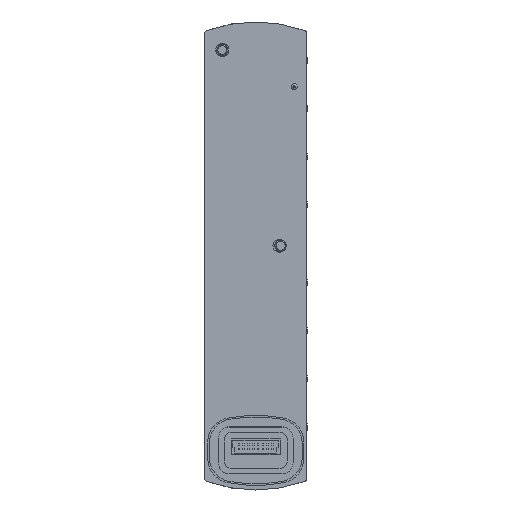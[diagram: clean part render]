
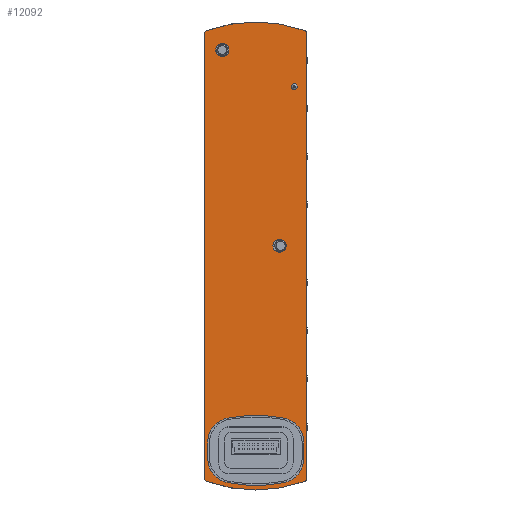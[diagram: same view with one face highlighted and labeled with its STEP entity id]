
A CAD part, front view. The second image highlights one B-rep face of the part: STEP entity #12092.
In plain terms, the highlighted planar face has unit normal (0, -1, 0).
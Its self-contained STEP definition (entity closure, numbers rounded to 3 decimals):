
#416=CIRCLE('',#12761,0.75);
#417=CIRCLE('',#12762,1.75);
#418=CIRCLE('',#12763,1.75);
#419=CIRCLE('',#12764,6.4);
#420=CIRCLE('',#12765,6.4);
#421=CIRCLE('',#12766,37.3);
#422=CIRCLE('',#12767,6.4);
#423=CIRCLE('',#12768,6.4);
#424=CIRCLE('',#12769,37.3);
#425=CIRCLE('',#12770,1.1);
#426=CIRCLE('',#12771,38.);
#427=CIRCLE('',#12772,1.1);
#428=CIRCLE('',#12773,1.1);
#429=CIRCLE('',#12774,38.);
#430=CIRCLE('',#12775,1.1);
#1022=ORIENTED_EDGE('',*,*,#3292,.F.);
#1023=ORIENTED_EDGE('',*,*,#3293,.T.);
#1024=ORIENTED_EDGE('',*,*,#3294,.T.);
#1025=ORIENTED_EDGE('',*,*,#3295,.T.);
#1026=ORIENTED_EDGE('',*,*,#3296,.T.);
#1027=ORIENTED_EDGE('',*,*,#3297,.T.);
#1028=ORIENTED_EDGE('',*,*,#3298,.T.);
#1029=ORIENTED_EDGE('',*,*,#3299,.T.);
#1030=ORIENTED_EDGE('',*,*,#3300,.T.);
#1031=ORIENTED_EDGE('',*,*,#3301,.T.);
#1032=ORIENTED_EDGE('',*,*,#3302,.T.);
#1033=ORIENTED_EDGE('',*,*,#3303,.F.);
#1034=ORIENTED_EDGE('',*,*,#3304,.F.);
#1035=ORIENTED_EDGE('',*,*,#3305,.F.);
#1036=ORIENTED_EDGE('',*,*,#3306,.F.);
#1037=ORIENTED_EDGE('',*,*,#3307,.F.);
#1038=ORIENTED_EDGE('',*,*,#3308,.F.);
#1039=ORIENTED_EDGE('',*,*,#3309,.F.);
#1040=ORIENTED_EDGE('',*,*,#3310,.F.);
#3292=EDGE_CURVE('',#4437,#4437,#416,.F.);
#3293=EDGE_CURVE('',#4438,#4438,#417,.T.);
#3294=EDGE_CURVE('',#4439,#4439,#418,.T.);
#3295=EDGE_CURVE('',#4440,#4441,#419,.T.);
#3296=EDGE_CURVE('',#4441,#4442,#5231,.T.);
#3297=EDGE_CURVE('',#4442,#4443,#420,.T.);
#3298=EDGE_CURVE('',#4443,#4444,#421,.T.);
#3299=EDGE_CURVE('',#4444,#4445,#422,.T.);
#3300=EDGE_CURVE('',#4445,#4446,#5232,.T.);
#3301=EDGE_CURVE('',#4446,#4447,#423,.T.);
#3302=EDGE_CURVE('',#4447,#4440,#424,.T.);
#3303=EDGE_CURVE('',#4448,#4449,#425,.T.);
#3304=EDGE_CURVE('',#4450,#4448,#426,.T.);
#3305=EDGE_CURVE('',#4451,#4450,#427,.T.);
#3306=EDGE_CURVE('',#4452,#4451,#5233,.T.);
#3307=EDGE_CURVE('',#4453,#4452,#428,.T.);
#3308=EDGE_CURVE('',#4454,#4453,#429,.T.);
#3309=EDGE_CURVE('',#4455,#4454,#430,.T.);
#3310=EDGE_CURVE('',#4449,#4455,#5234,.T.);
#4437=VERTEX_POINT('',#16822);
#4438=VERTEX_POINT('',#16824);
#4439=VERTEX_POINT('',#16826);
#4440=VERTEX_POINT('',#16828);
#4441=VERTEX_POINT('',#16829);
#4442=VERTEX_POINT('',#16831);
#4443=VERTEX_POINT('',#16833);
#4444=VERTEX_POINT('',#16835);
#4445=VERTEX_POINT('',#16837);
#4446=VERTEX_POINT('',#16839);
#4447=VERTEX_POINT('',#16841);
#4448=VERTEX_POINT('',#16844);
#4449=VERTEX_POINT('',#16845);
#4450=VERTEX_POINT('',#16847);
#4451=VERTEX_POINT('',#16849);
#4452=VERTEX_POINT('',#16851);
#4453=VERTEX_POINT('',#16853);
#4454=VERTEX_POINT('',#16855);
#4455=VERTEX_POINT('',#16857);
#5231=LINE('',#16830,#5955);
#5232=LINE('',#16838,#5956);
#5233=LINE('',#16850,#5957);
#5234=LINE('',#16858,#5958);
#5955=VECTOR('',#13987,1000.);
#5956=VECTOR('',#13994,1000.);
#5957=VECTOR('',#14005,1000.);
#5958=VECTOR('',#14012,1000.);
#6610=EDGE_LOOP('',(#1022));
#6611=EDGE_LOOP('',(#1023));
#6612=EDGE_LOOP('',(#1024));
#6613=EDGE_LOOP('',(#1025,#1026,#1027,#1028,#1029,#1030,#1031,#1032));
#6614=EDGE_LOOP('',(#1033,#1034,#1035,#1036,#1037,#1038,#1039,#1040));
#7450=FACE_BOUND('',#6610,.T.);
#7451=FACE_BOUND('',#6611,.T.);
#7452=FACE_BOUND('',#6612,.T.);
#7453=FACE_BOUND('',#6613,.T.);
#7454=FACE_BOUND('',#6614,.T.);
#8247=PLANE('',#12760);
#12092=ADVANCED_FACE('',(#7450,#7451,#7452,#7453,#7454),#8247,.F.);
#12760=AXIS2_PLACEMENT_3D('',#16820,#13977,#13978);
#12761=AXIS2_PLACEMENT_3D('',#16821,#13979,#13980);
#12762=AXIS2_PLACEMENT_3D('',#16823,#13981,#13982);
#12763=AXIS2_PLACEMENT_3D('',#16825,#13983,#13984);
#12764=AXIS2_PLACEMENT_3D('',#16827,#13985,#13986);
#12765=AXIS2_PLACEMENT_3D('',#16832,#13988,#13989);
#12766=AXIS2_PLACEMENT_3D('',#16834,#13990,#13991);
#12767=AXIS2_PLACEMENT_3D('',#16836,#13992,#13993);
#12768=AXIS2_PLACEMENT_3D('',#16840,#13995,#13996);
#12769=AXIS2_PLACEMENT_3D('',#16842,#13997,#13998);
#12770=AXIS2_PLACEMENT_3D('',#16843,#13999,#14000);
#12771=AXIS2_PLACEMENT_3D('',#16846,#14001,#14002);
#12772=AXIS2_PLACEMENT_3D('',#16848,#14003,#14004);
#12773=AXIS2_PLACEMENT_3D('',#16852,#14006,#14007);
#12774=AXIS2_PLACEMENT_3D('',#16854,#14008,#14009);
#12775=AXIS2_PLACEMENT_3D('',#16856,#14010,#14011);
#13977=DIRECTION('',(0.,1.,0.));
#13978=DIRECTION('',(0.,0.,1.));
#13979=DIRECTION('',(0.,1.,0.));
#13980=DIRECTION('',(0.,0.,1.));
#13981=DIRECTION('',(0.,1.,0.));
#13982=DIRECTION('',(0.,0.,1.));
#13983=DIRECTION('',(0.,1.,0.));
#13984=DIRECTION('',(0.,0.,1.));
#13985=DIRECTION('',(0.,1.,0.));
#13986=DIRECTION('',(1.,0.,0.));
#13987=DIRECTION('',(0.,0.,1.));
#13988=DIRECTION('',(0.,1.,0.));
#13989=DIRECTION('',(1.,0.,0.));
#13990=DIRECTION('',(0.,1.,0.));
#13991=DIRECTION('',(1.,0.,0.));
#13992=DIRECTION('',(0.,1.,0.));
#13993=DIRECTION('',(1.,0.,0.));
#13994=DIRECTION('',(0.,0.,-1.));
#13995=DIRECTION('',(0.,1.,0.));
#13996=DIRECTION('',(1.,0.,0.));
#13997=DIRECTION('',(0.,1.,0.));
#13998=DIRECTION('',(1.,0.,0.));
#13999=DIRECTION('',(0.,1.,0.));
#14000=DIRECTION('',(1.,0.,0.));
#14001=DIRECTION('',(0.,1.,0.));
#14002=DIRECTION('',(1.,0.,0.));
#14003=DIRECTION('',(0.,1.,0.));
#14004=DIRECTION('',(1.,0.,0.));
#14005=DIRECTION('',(0.,0.,-1.));
#14006=DIRECTION('',(0.,1.,0.));
#14007=DIRECTION('',(1.,0.,0.));
#14008=DIRECTION('',(0.,1.,0.));
#14009=DIRECTION('',(1.,0.,0.));
#14010=DIRECTION('',(0.,1.,0.));
#14011=DIRECTION('',(1.,0.,0.));
#14012=DIRECTION('',(0.,0.,1.));
#16820=CARTESIAN_POINT('',(-12.4,0.,-7.204));
#16821=CARTESIAN_POINT('',(10.15,0.,95.9));
#16822=CARTESIAN_POINT('',(10.15,0.,96.65));
#16823=CARTESIAN_POINT('',(-8.8,0.,105.55));
#16824=CARTESIAN_POINT('',(-8.8,0.,107.3));
#16825=CARTESIAN_POINT('',(6.3,0.,53.95));
#16826=CARTESIAN_POINT('',(6.3,0.,55.7));
#16827=CARTESIAN_POINT('',(-6.25,0.,-2.211));
#16828=CARTESIAN_POINT('',(-7.544,0.,-8.479));
#16829=CARTESIAN_POINT('',(-12.65,0.,-2.211));
#16830=CARTESIAN_POINT('',(-12.65,0.,-2.211));
#16831=CARTESIAN_POINT('',(-12.65,0.,2.211));
#16832=CARTESIAN_POINT('',(-6.25,0.,2.211));
#16833=CARTESIAN_POINT('',(-7.544,0.,8.479));
#16834=CARTESIAN_POINT('',(0.,0.,-28.05));
#16835=CARTESIAN_POINT('',(7.544,0.,8.479));
#16836=CARTESIAN_POINT('',(6.25,0.,2.211));
#16837=CARTESIAN_POINT('',(12.65,0.,2.211));
#16838=CARTESIAN_POINT('',(12.65,0.,2.211));
#16839=CARTESIAN_POINT('',(12.65,0.,-2.211));
#16840=CARTESIAN_POINT('',(6.25,0.,-2.211));
#16841=CARTESIAN_POINT('',(7.544,0.,-8.479));
#16842=CARTESIAN_POINT('',(0.,0.,28.05));
#16843=CARTESIAN_POINT('',(-12.4,0.,-7.204));
#16844=CARTESIAN_POINT('',(-12.77,0.,-8.24));
#16845=CARTESIAN_POINT('',(-13.5,0.,-7.204));
#16846=CARTESIAN_POINT('',(0.,0.,27.55));
#16847=CARTESIAN_POINT('',(12.77,0.,-8.24));
#16848=CARTESIAN_POINT('',(12.4,0.,-7.204));
#16849=CARTESIAN_POINT('',(13.5,0.,-7.204));
#16850=CARTESIAN_POINT('',(13.5,0.,109.704));
#16851=CARTESIAN_POINT('',(13.5,0.,109.704));
#16852=CARTESIAN_POINT('',(12.4,0.,109.704));
#16853=CARTESIAN_POINT('',(12.77,0.,110.74));
#16854=CARTESIAN_POINT('',(0.,0.,74.95));
#16855=CARTESIAN_POINT('',(-12.77,0.,110.74));
#16856=CARTESIAN_POINT('',(-12.4,0.,109.704));
#16857=CARTESIAN_POINT('',(-13.5,0.,109.704));
#16858=CARTESIAN_POINT('',(-13.5,0.,-7.204));
